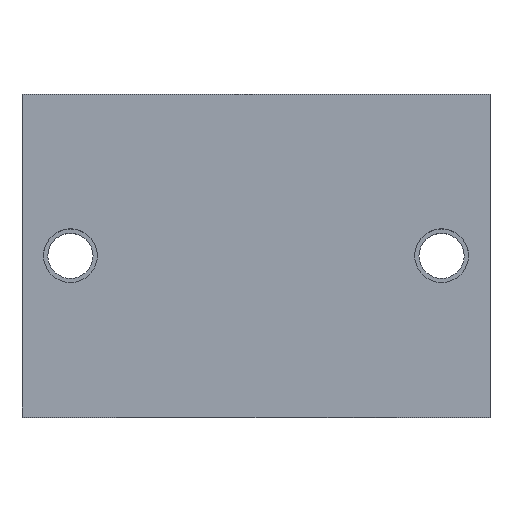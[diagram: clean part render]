
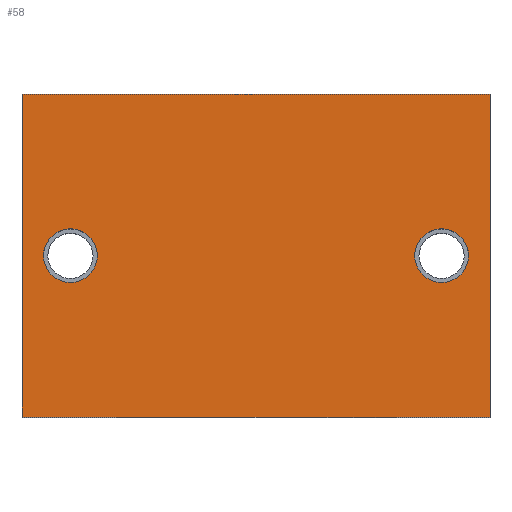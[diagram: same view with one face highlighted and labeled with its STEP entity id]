
A CAD part, top view. The second image highlights one B-rep face of the part: STEP entity #58.
In plain terms, the highlighted planar face has unit normal (0, 0, 1).
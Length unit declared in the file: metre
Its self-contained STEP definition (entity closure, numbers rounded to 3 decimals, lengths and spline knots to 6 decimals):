
#58 = ADVANCED_FACE( '', ( #128, #129, #130 ), #131, .T. );
#128 = FACE_BOUND( '', #215, .T. );
#129 = FACE_OUTER_BOUND( '', #216, .T. );
#130 = FACE_BOUND( '', #217, .T. );
#131 = PLANE( '', #218 );
#215 = EDGE_LOOP( '', ( #321 ) );
#216 = EDGE_LOOP( '', ( #322, #323, #324, #325 ) );
#217 = EDGE_LOOP( '', ( #326 ) );
#218 = AXIS2_PLACEMENT_3D( '', #327, #328, #329 );
#321 = ORIENTED_EDGE( '', *, *, #435, .T. );
#322 = ORIENTED_EDGE( '', *, *, #445, .F. );
#323 = ORIENTED_EDGE( '', *, *, #446, .F. );
#324 = ORIENTED_EDGE( '', *, *, #442, .T. );
#325 = ORIENTED_EDGE( '', *, *, #424, .T. );
#326 = ORIENTED_EDGE( '', *, *, #447, .T. );
#327 = CARTESIAN_POINT( '', ( -0.0435, -0.03, 0.039 ) );
#328 = DIRECTION( '', ( 0., 0., 1. ) );
#329 = DIRECTION( '', ( 1., 0., 0. ) );
#424 = EDGE_CURVE( '', #484, #481, #485, .T. );
#435 = EDGE_CURVE( '', #503, #503, #504, .T. );
#442 = EDGE_CURVE( '', #514, #484, #515, .T. );
#445 = EDGE_CURVE( '', #518, #481, #519, .T. );
#446 = EDGE_CURVE( '', #514, #518, #520, .T. );
#447 = EDGE_CURVE( '', #521, #521, #522, .T. );
#481 = VERTEX_POINT( '', #563 );
#484 = VERTEX_POINT( '', #567 );
#485 = LINE( '', #568, #569 );
#503 = VERTEX_POINT( '', #593 );
#504 = CIRCLE( '', #594, 0.005 );
#514 = VERTEX_POINT( '', #606 );
#515 = LINE( '', #607, #608 );
#518 = VERTEX_POINT( '', #612 );
#519 = LINE( '', #613, #614 );
#520 = LINE( '', #615, #616 );
#521 = VERTEX_POINT( '', #617 );
#522 = CIRCLE( '', #618, 0.005 );
#563 = CARTESIAN_POINT( '', ( 0.0435, 0.03, 0.039 ) );
#567 = CARTESIAN_POINT( '', ( 0.0435, -0.03, 0.039 ) );
#568 = CARTESIAN_POINT( '', ( 0.0435, -0.03, 0.039 ) );
#569 = VECTOR( '', #738, 1. );
#593 = CARTESIAN_POINT( '', ( 0.0345, 0.005, 0.039 ) );
#594 = AXIS2_PLACEMENT_3D( '', #751, #752, #753 );
#606 = CARTESIAN_POINT( '', ( -0.0435, -0.03, 0.039 ) );
#607 = CARTESIAN_POINT( '', ( -0.0435, -0.03, 0.039 ) );
#608 = VECTOR( '', #762, 1. );
#612 = CARTESIAN_POINT( '', ( -0.0435, 0.03, 0.039 ) );
#613 = CARTESIAN_POINT( '', ( -0.0435, 0.03, 0.039 ) );
#614 = VECTOR( '', #764, 1. );
#615 = CARTESIAN_POINT( '', ( -0.0435, -0.03, 0.039 ) );
#616 = VECTOR( '', #765, 1. );
#617 = CARTESIAN_POINT( '', ( -0.0345, 0.005, 0.039 ) );
#618 = AXIS2_PLACEMENT_3D( '', #766, #767, #768 );
#738 = DIRECTION( '', ( 0., 1., 0. ) );
#751 = CARTESIAN_POINT( '', ( 0.0345, 0., 0.039 ) );
#752 = DIRECTION( '', ( 0., 0., -1. ) );
#753 = DIRECTION( '', ( 0., 1., 0. ) );
#762 = DIRECTION( '', ( 1., 0., 0. ) );
#764 = DIRECTION( '', ( 1., 0., 0. ) );
#765 = DIRECTION( '', ( 0., 1., 0. ) );
#766 = CARTESIAN_POINT( '', ( -0.0345, 0., 0.039 ) );
#767 = DIRECTION( '', ( 0., 0., -1. ) );
#768 = DIRECTION( '', ( 0., 1., 0. ) );
